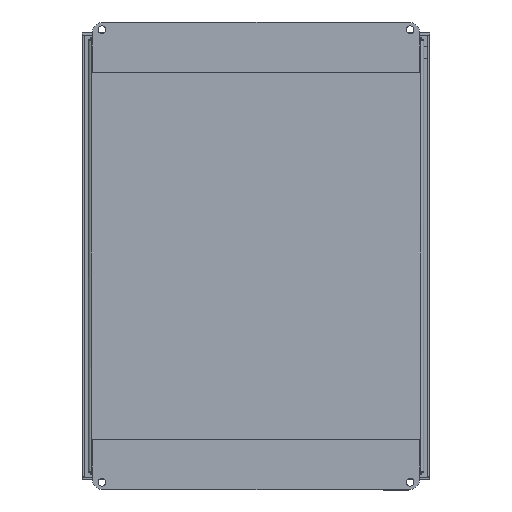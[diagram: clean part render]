
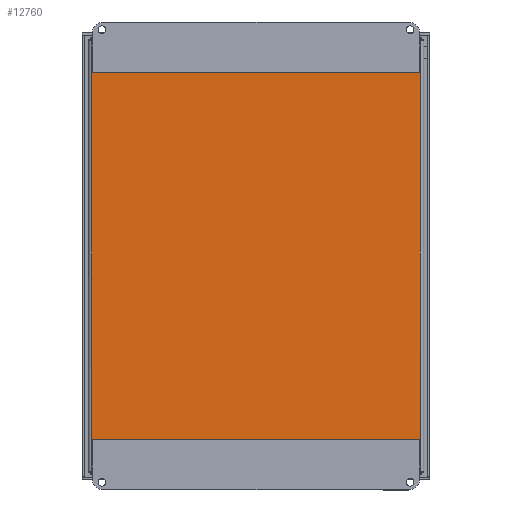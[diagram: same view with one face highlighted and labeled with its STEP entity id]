
A CAD part, top view. The second image highlights one B-rep face of the part: STEP entity #12760.
In plain terms, the highlighted face is planar.
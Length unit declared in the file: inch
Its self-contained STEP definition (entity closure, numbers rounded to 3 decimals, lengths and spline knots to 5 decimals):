
#1439=FACE_OUTER_BOUND('',#2172,.T.);
#2172=EDGE_LOOP('',(#10710,#10711,#10712,#10713));
#3443=LINE('',#20922,#4734);
#3449=LINE('',#21003,#4740);
#3453=LINE('',#21080,#4744);
#3458=LINE('',#21158,#4749);
#4734=VECTOR('',#16567,13.7895);
#4740=VECTOR('',#16581,10.5395);
#4744=VECTOR('',#16591,13.7895);
#4749=VECTOR('',#16604,10.5395);
#5856=VERTEX_POINT('',#20913);
#5857=VERTEX_POINT('',#20921);
#5860=VERTEX_POINT('',#20995);
#5862=VERTEX_POINT('',#21072);
#7482=EDGE_CURVE('',#5857,#5856,#3443,.T.);
#7492=EDGE_CURVE('',#5856,#5860,#3449,.T.);
#7500=EDGE_CURVE('',#5860,#5862,#3453,.T.);
#7509=EDGE_CURVE('',#5862,#5857,#3458,.T.);
#10710=ORIENTED_EDGE('',*,*,#7482,.T.);
#10711=ORIENTED_EDGE('',*,*,#7492,.T.);
#10712=ORIENTED_EDGE('',*,*,#7500,.T.);
#10713=ORIENTED_EDGE('',*,*,#7509,.T.);
#11626=PLANE('',#13668);
#12760=ADVANCED_FACE('',(#1439),#11626,.F.);
#13668=AXIS2_PLACEMENT_3D('',#21224,#16611,#16612);
#16567=DIRECTION('',(0.,-1.,0.));
#16581=DIRECTION('',(-1.,0.,0.));
#16591=DIRECTION('',(0.,1.,0.));
#16604=DIRECTION('',(1.,0.,0.));
#16611=DIRECTION('center_axis',(0.,0.,1.));
#16612=DIRECTION('ref_axis',(1.,0.,0.));
#20913=CARTESIAN_POINT('',(10.64475,0.10525,0.));
#20921=CARTESIAN_POINT('',(10.64475,13.89475,0.));
#20922=CARTESIAN_POINT('',(10.64475,10.44738,0.));
#20995=CARTESIAN_POINT('',(0.10525,0.10525,0.));
#21003=CARTESIAN_POINT('',(8.00988,0.10525,0.));
#21072=CARTESIAN_POINT('',(0.10525,13.89475,0.));
#21080=CARTESIAN_POINT('',(0.10525,3.55263,0.));
#21158=CARTESIAN_POINT('',(2.74013,13.89475,0.));
#21224=CARTESIAN_POINT('Origin',(5.375,7.,0.));
